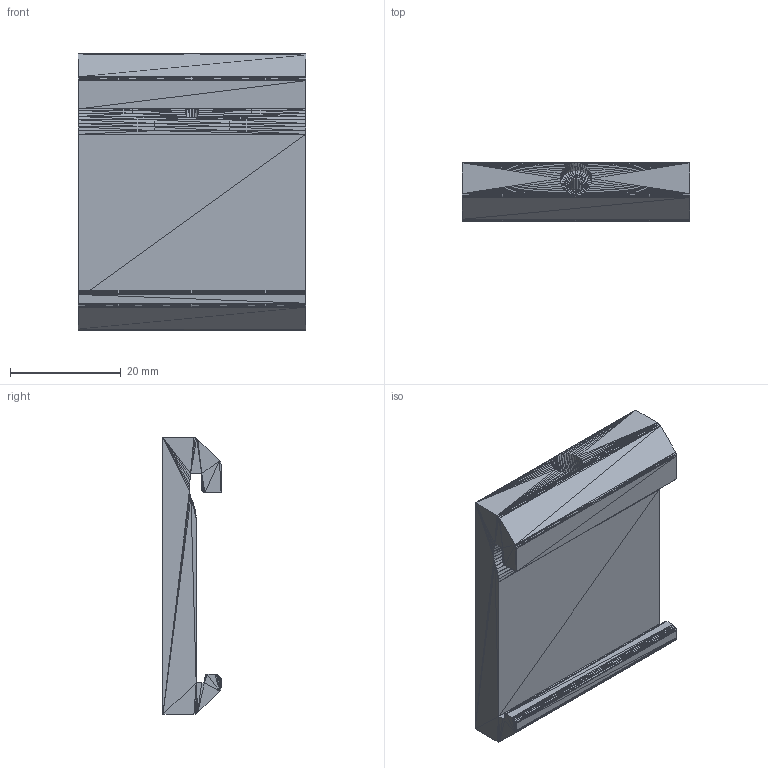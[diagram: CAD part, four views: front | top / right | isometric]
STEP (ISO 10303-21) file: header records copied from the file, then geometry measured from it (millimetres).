
FILE_DESCRIPTION((' Model'),'2;1');
FILE_NAME(' Shape Model','2025-07-24T19:46:35',(''),( ''),' ','','Unknown');
FILE_SCHEMA(('AUTOMOTIVE_DESIGN { 1 0 10303 214 1 1 1 1 }'));
Length unit declared in the file: millimetre
Products named in the file (1):  STEP translator 7.5 1
Bounding box: 41 x 10.5 x 50 mm (x, y, z)
Surface area: 6318.3 mm2 (no closed solid volume)
Topology: 0 solids, 1 shells, 1076 faces, 1614 edges, 538 vertices
Faces by surface type: plane 1076
Entity records: 40368 total; most frequent: CARTESIAN_POINT 8071, DIRECTION 5382, ORIENTED_EDGE 3228, LINE 3228, VECTOR 3228, PCURVE 3228, DEFINITIONAL_REPRESENTATION 3228, EDGE_CURVE 1614
